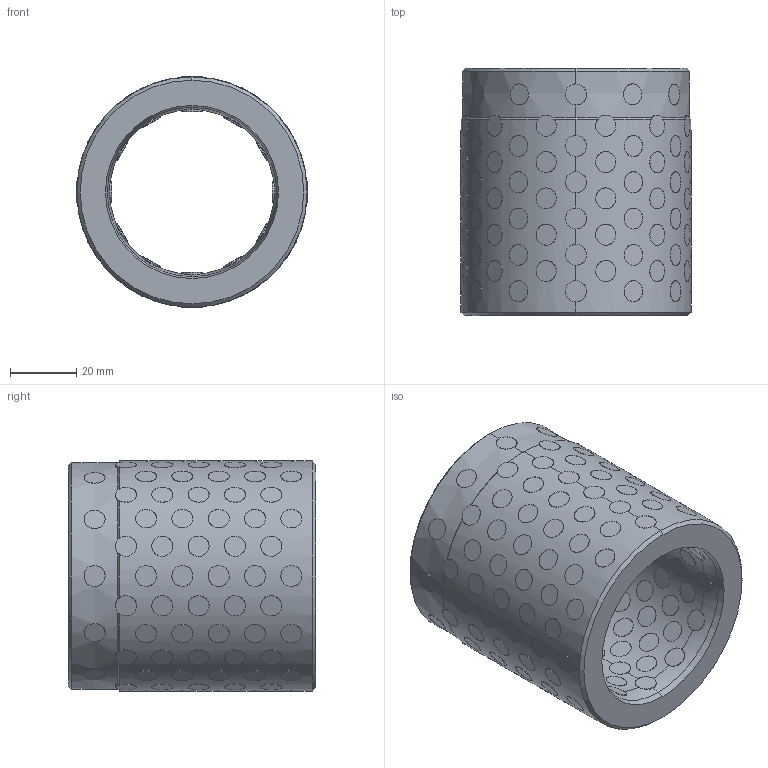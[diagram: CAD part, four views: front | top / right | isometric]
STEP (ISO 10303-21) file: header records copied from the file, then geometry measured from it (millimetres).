
FILE_DESCRIPTION (( 'STEP AP214' ), '1' );
FILE_NAME ('BBW BBF-D50-L75.STEP', '2021-10-14T03:51:59', ( '' ), ( '' ), 'SwSTEP 2.0', 'SolidWorks 2016', '' );
FILE_SCHEMA (( 'AUTOMOTIVE_DESIGN' ));
Length unit declared in the file: millimetre
Products named in the file (136): BBW-D50-L75; ʯī; BBW BBF-D50-L75
Assembly tree (133 placements, depth 2):
  BBW-D50-L75
  ʯī
  ʯī
  ʯī
  ʯī
Bounding box: 69.72 x 75 x 69.72 mm (x, y, z)
Volume: 137139.2 mm3; surface area: 83461.8 mm2
Topology: 133 solids, 133 shells, 823 faces, 1799 edges, 1196 vertices
Faces by surface type: cylinder 534, plane 266, cone 19, torus 4
Entity records: 29972 total; most frequent: CARTESIAN_POINT 19377, ORIENTED_EDGE 2026, DIRECTION 1301, EDGE_CURVE 1013, VERTEX_POINT 672, B_SPLINE_CURVE_WITH_KNOTS 648, EDGE_LOOP 519, AXIS2_PLACEMENT_3D 500
